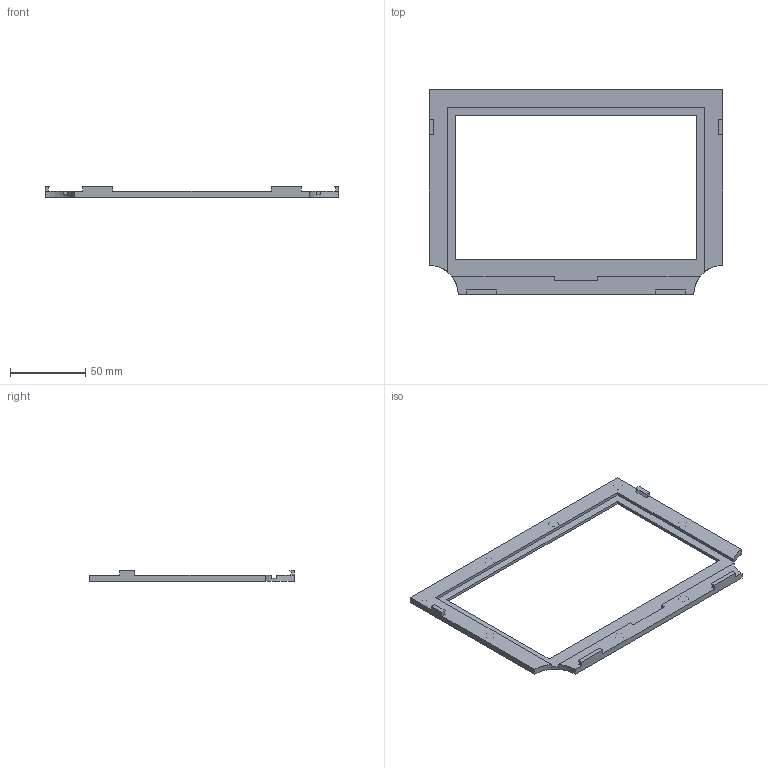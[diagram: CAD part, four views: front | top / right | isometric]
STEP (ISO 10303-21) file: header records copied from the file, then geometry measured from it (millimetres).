
FILE_DESCRIPTION (( 'STEP AP214' ), '1' );
FILE_NAME ('INNER_LAYER v4.STEP', '2024-11-14T21:34:15', ( '' ), ( '' ), 'SwSTEP 2.0', 'SolidWorks 2023', '' );
FILE_SCHEMA (( 'AUTOMOTIVE_DESIGN' ));
Length unit declared in the file: millimetre
Products named in the file (1): INNER_LAYER v4
Bounding box: 195 x 136 x 7 mm (x, y, z)
Volume: 34279.2 mm3; surface area: 27291.4 mm2
Topology: 1 solids, 9 shells, 74 faces, 168 edges, 112 vertices
Faces by surface type: plane 56, cylinder 18
Entity records: 2083 total; most frequent: DIRECTION 358, CARTESIAN_POINT 355, ORIENTED_EDGE 336, EDGE_CURVE 168, LINE 128, VECTOR 128, AXIS2_PLACEMENT_3D 115, VERTEX_POINT 112
